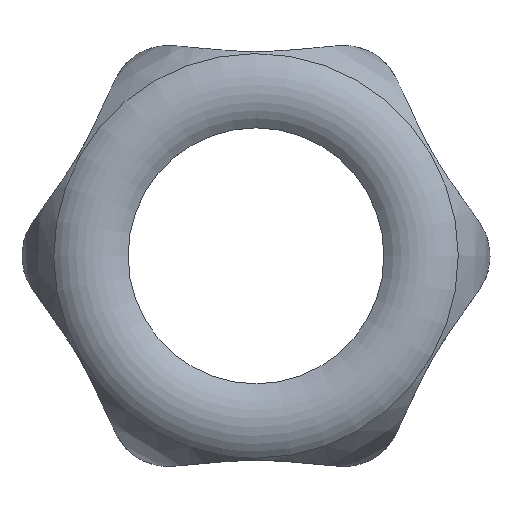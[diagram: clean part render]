
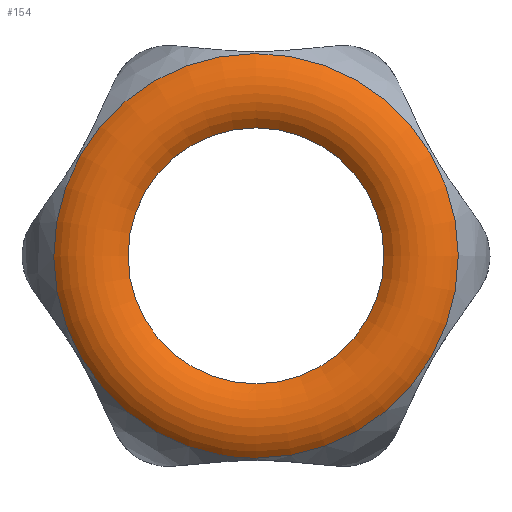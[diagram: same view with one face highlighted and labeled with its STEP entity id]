
A CAD part, top view. The second image highlights one B-rep face of the part: STEP entity #154.
In plain terms, the highlighted toroidal (fillet/blend) face has major radius 22.5 mm and minor radius 7.3 mm.
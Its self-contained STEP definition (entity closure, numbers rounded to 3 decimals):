
#154 = ADVANCED_FACE( '', ( #2461, #2462 ), #2463, .T. );
#2461 = FACE_OUTER_BOUND( '', #6955, .T. );
#2462 = FACE_OUTER_BOUND( '', #6956, .T. );
#2463 = TOROIDAL_SURFACE( '', #6957, 22.5, 7.3 );
#6955 = EDGE_LOOP( '', ( #13993 ) );
#6956 = EDGE_LOOP( '', ( #13994 ) );
#6957 = AXIS2_PLACEMENT_3D( '', #13995, #13996, #13997 );
#13993 = ORIENTED_EDGE( '', *, *, #33172, .F. );
#13994 = ORIENTED_EDGE( '', *, *, #33147, .T. );
#13995 = CARTESIAN_POINT( '', ( 0., 0., 10.1 ) );
#13996 = DIRECTION( '', ( 0., 0., 1. ) );
#13997 = DIRECTION( '', ( 0., -1., 0. ) );
#33147 = EDGE_CURVE( '', #41795, #41795, #41796, .T. );
#33172 = EDGE_CURVE( '', #41845, #41845, #41846, .T. );
#41795 = VERTEX_POINT( '', #59491 );
#41796 = CIRCLE( '', #59492, 27.662 );
#41845 = VERTEX_POINT( '', #59841 );
#41846 = CIRCLE( '', #59842, 17.5 );
#59491 = CARTESIAN_POINT( '', ( 0., -27.662, 15.262 ) );
#59492 = AXIS2_PLACEMENT_3D( '', #76182, #76183, #76184 );
#59841 = CARTESIAN_POINT( '', ( 0., -17.5, 15.419 ) );
#59842 = AXIS2_PLACEMENT_3D( '', #76185, #76186, #76187 );
#76182 = CARTESIAN_POINT( '', ( 0., 0., 15.262 ) );
#76183 = DIRECTION( '', ( 0., 0., 1. ) );
#76184 = DIRECTION( '', ( 0., -1., 0. ) );
#76185 = CARTESIAN_POINT( '', ( 0., 0., 15.419 ) );
#76186 = DIRECTION( '', ( 0., 0., 1. ) );
#76187 = DIRECTION( '', ( 0., -1., 0. ) );
